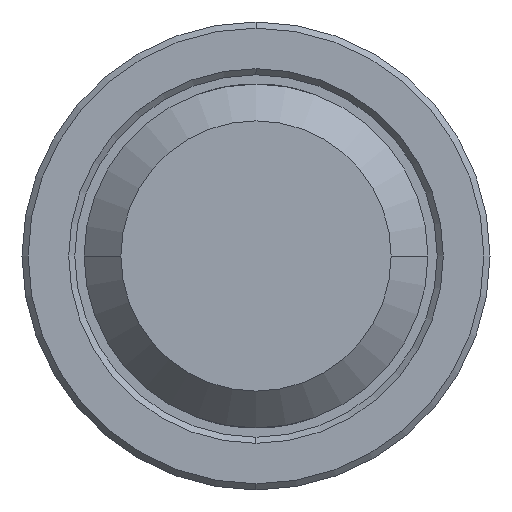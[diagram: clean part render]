
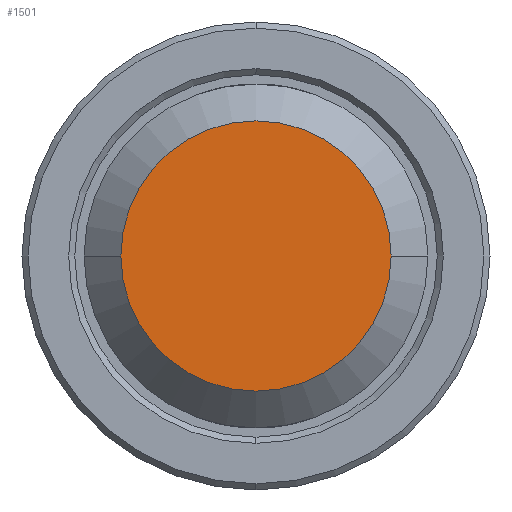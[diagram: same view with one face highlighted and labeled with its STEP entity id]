
A CAD part, front view. The second image highlights one B-rep face of the part: STEP entity #1501.
In plain terms, the highlighted planar face has unit normal (0, -1, 0).
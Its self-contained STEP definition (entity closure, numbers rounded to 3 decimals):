
#248 = EDGE_CURVE ( 'NONE', #2089, #888, #3387, .T. ) ;
#255 = ORIENTED_EDGE ( 'NONE', *, *, #248, .F. ) ;
#269 = DIRECTION ( 'NONE',  ( -1., 0., 0. ) ) ;
#308 = CARTESIAN_POINT ( 'NONE',  ( 0., 0., 0. ) ) ;
#626 = DIRECTION ( 'NONE',  ( -1., 0., 0. ) ) ;
#888 = VERTEX_POINT ( 'NONE', #1002 ) ;
#1002 = CARTESIAN_POINT ( 'NONE',  ( -11., 0., 0. ) ) ;
#1137 = PLANE ( 'NONE',  #2585 ) ;
#1168 = CARTESIAN_POINT ( 'NONE',  ( 11., 0., 0. ) ) ;
#1264 = EDGE_CURVE ( 'NONE', #888, #2089, #3909, .T. ) ;
#1405 = ORIENTED_EDGE ( 'NONE', *, *, #1264, .F. ) ;
#1501 = ADVANCED_FACE ( 'NONE', ( #3960 ), #1137, .T. ) ;
#1767 = CARTESIAN_POINT ( 'NONE',  ( 0., 0., 0. ) ) ;
#2089 = VERTEX_POINT ( 'NONE', #1168 ) ;
#2103 = DIRECTION ( 'NONE',  ( 0., -1., 0. ) ) ;
#2250 = DIRECTION ( 'NONE',  ( 0., 1., 0. ) ) ;
#2585 = AXIS2_PLACEMENT_3D ( 'NONE', #1767, #2103, #2808 ) ;
#2616 = DIRECTION ( 'NONE',  ( 0., 1., 0. ) ) ;
#2808 = DIRECTION ( 'NONE',  ( 1., 0., 0. ) ) ;
#3207 = AXIS2_PLACEMENT_3D ( 'NONE', #308, #2616, #626 ) ;
#3236 = CARTESIAN_POINT ( 'NONE',  ( 0., 0., 0. ) ) ;
#3254 = AXIS2_PLACEMENT_3D ( 'NONE', #3236, #2250, #269 ) ;
#3387 = CIRCLE ( 'NONE', #3207, 11. ) ;
#3674 = EDGE_LOOP ( 'NONE', ( #1405, #255 ) ) ;
#3909 = CIRCLE ( 'NONE', #3254, 11. ) ;
#3960 = FACE_OUTER_BOUND ( 'NONE', #3674, .T. ) ;
